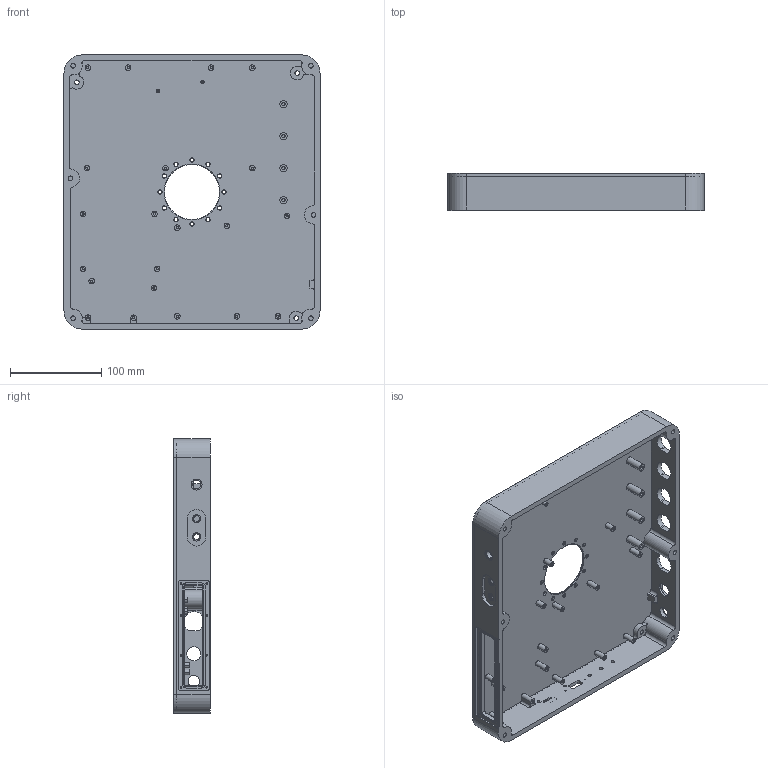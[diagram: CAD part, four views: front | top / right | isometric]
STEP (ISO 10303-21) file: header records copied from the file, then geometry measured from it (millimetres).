
FILE_DESCRIPTION((''),'2;1');
FILE_NAME('DA-14-010578','2025-05-30T13:07:51',('guozhihui'),(''),'CREO PARAMETRIC BY PTC INC, 2020044','CREO PARAMETRIC BY PTC INC, 2020044','');
FILE_SCHEMA(('CONFIG_CONTROL_DESIGN'));
Length unit declared in the file: millimetre
Products named in the file (1): DA-14-010578
Bounding box: 280 x 40 x 300 mm (x, y, z)
Volume: 412059.1 mm3; surface area: 267239.6 mm2
Topology: 1 solids, 1 shells, 1304 faces, 3455 edges, 2305 vertices
Faces by surface type: plane 963, cylinder 337, cone 4
Entity records: 40403 total; most frequent: CARTESIAN_POINT 7064, ORIENTED_EDGE 6910, DIRECTION 6753, EDGE_CURVE 3455, VECTOR 2765, LINE 2765, VERTEX_POINT 2305, AXIS2_PLACEMENT_3D 1994
